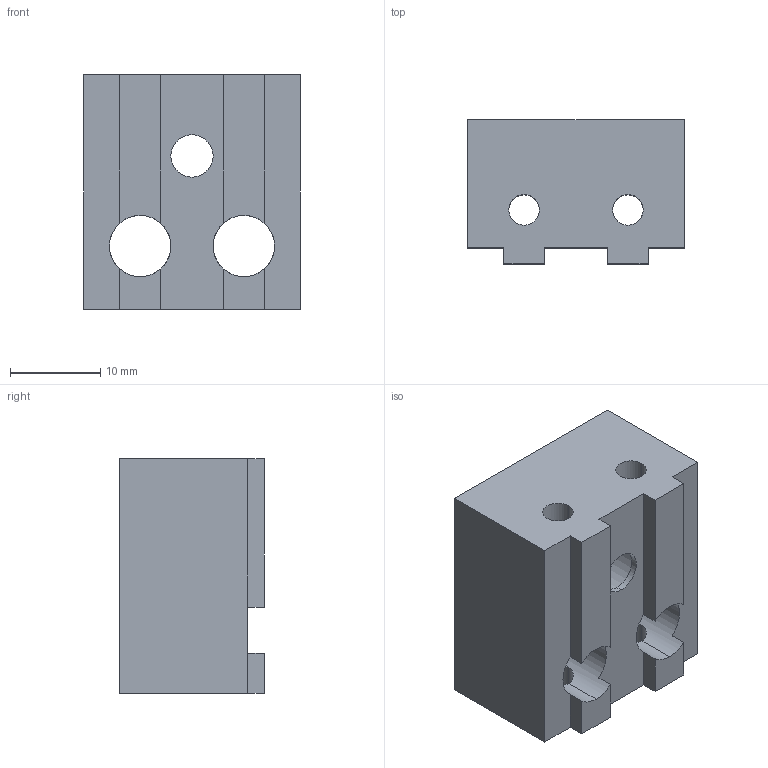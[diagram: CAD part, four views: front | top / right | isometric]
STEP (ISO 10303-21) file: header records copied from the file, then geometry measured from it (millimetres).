
FILE_DESCRIPTION (( 'STEP AP214' ), '1' );
FILE_NAME ('A-139.STEP', '2021-12-09T13:16:31', ( '' ), ( '' ), 'SwSTEP 2.0', 'SolidWorks 2021', '' );
FILE_SCHEMA (( 'AUTOMOTIVE_DESIGN' ));
Length unit declared in the file: millimetre
Products named in the file (1): A-139
Bounding box: 24 x 16 x 26 mm (x, y, z)
Volume: 7105.8 mm3; surface area: 4008.5 mm2
Topology: 1 solids, 1 shells, 37 faces, 120 edges, 80 vertices
Faces by surface type: plane 21, cylinder 16
Entity records: 1624 total; most frequent: CARTESIAN_POINT 462, ORIENTED_EDGE 240, DIRECTION 212, EDGE_CURVE 120, VERTEX_POINT 80, VECTOR 72, LINE 72, AXIS2_PLACEMENT_3D 70
